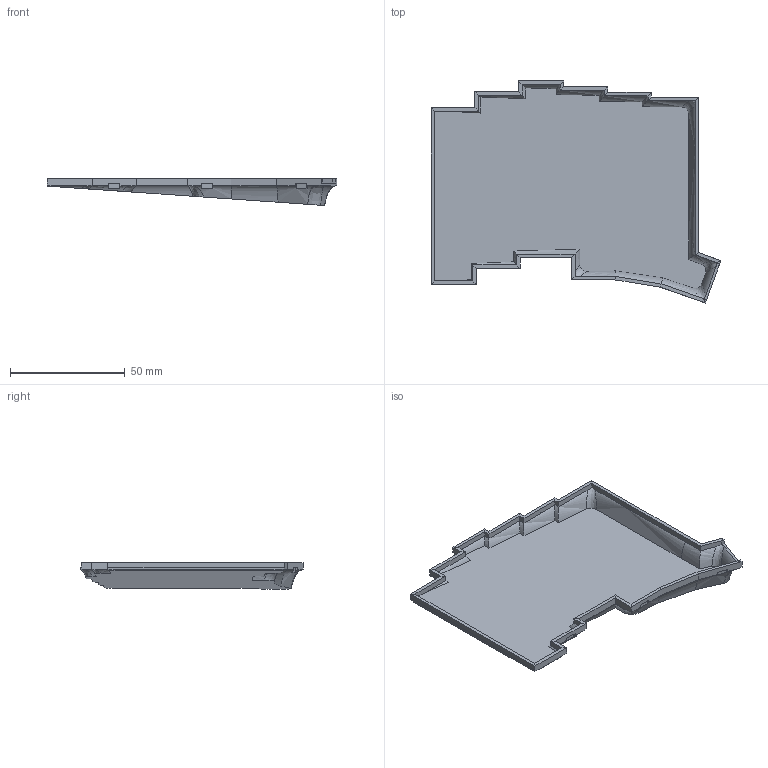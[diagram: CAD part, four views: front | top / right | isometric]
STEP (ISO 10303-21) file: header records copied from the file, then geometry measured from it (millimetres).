
FILE_DESCRIPTION(('HOOPS Exchange Step'),'2;1');
FILE_NAME('botttom_L_test_4.stp','2024-12-02T14:20:22+09:00',('masaki'),('Unknown organisation'),'HOOPS Exchange 2024.2','HOOPS Exchange','Unknown authorisation');
FILE_SCHEMA( ('AP203_CONFIGURATION_CONTROLLED_3D_DESIGN_OF_MECHANICAL_PARTS_AND_ASSEMBLIES_MIM_LF') );
Length unit declared in the file: millimetre
Products named in the file (1): L_bottom
Bounding box: 126.05 x 96.57 x 11.74 mm (x, y, z)
Volume: 17051.5 mm3; surface area: 23518.7 mm2
Topology: 1 solids, 1 shells, 168 faces, 445 edges, 279 vertices
Faces by surface type: bspline 168
Entity records: 15525 total; most frequent: CARTESIAN_POINT 12770, ORIENTED_EDGE 890, B_SPLINE_CURVE_WITH_KNOTS 445, EDGE_CURVE 445, VERTEX_POINT 279, B_SPLINE_SURFACE_WITH_KNOTS 168, EDGE_LOOP 168, FACE_BOUND 168
